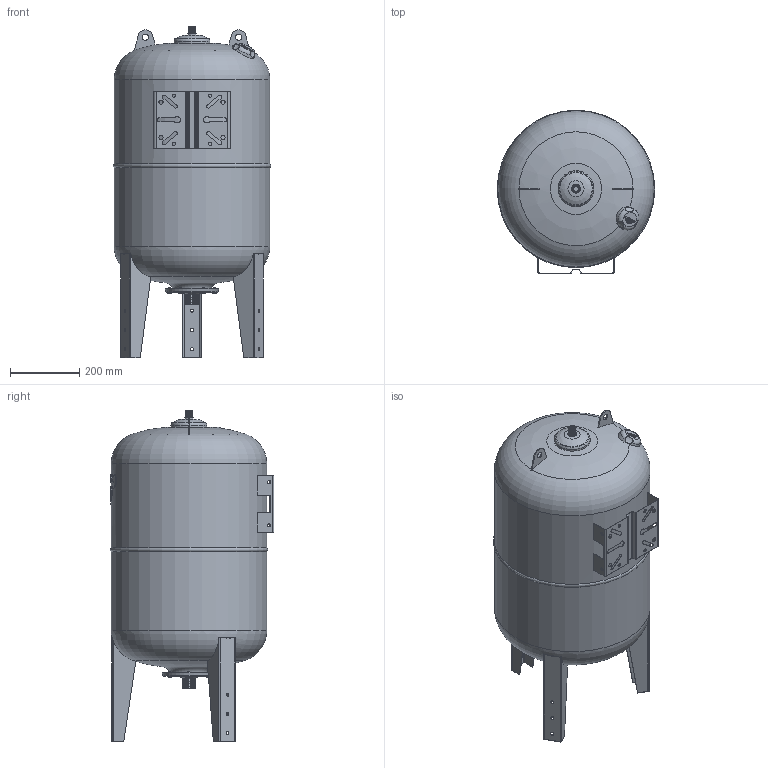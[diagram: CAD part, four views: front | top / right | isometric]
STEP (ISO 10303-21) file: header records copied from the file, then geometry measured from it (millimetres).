
FILE_DESCRIPTION(/* description */ (''),/* implementation_level */ '2;1');
FILE_NAME(/* name */ '07_ULTRA-PRO 100L V 10bar_11000100041.stp',/* time_stamp */ '2019-09-03T14:41:11+03:00',/* author */ ('shkarinov'),/* organization */ (''),/* preprocessor_version */ 'ST-DEVELOPER v16.5',/* originating_system */ 'Autodesk Inventor 2017',/* authorisation */ '');
FILE_SCHEMA (('AUTOMOTIVE_DESIGN { 1 0 10303 214 3 1 1 }'));
Length unit declared in the file: inch
Products named in the file (1): 07_ULTRA-PRO 100L V 10bar_11000100041
Bounding box: 454.97 x 472.55 x 957.02 mm (x, y, z)
Volume: 103008724.1 mm3; surface area: 2053248.7 mm2
Topology: 2 solids, 4 shells, 609 faces, 1635 edges, 1066 vertices
Faces by surface type: plane 316, cylinder 197, torus 69, cone 19, bspline 5, sphere 3
Full cylindrical faces by diameter (mm): 6 x6, 9 x17, 12 x4, 15 x1, 18 x2, 25.02 x1, 30.25 x1, 103.79 x1, 107.757 x1, 145.241 x1, 450 x2
Entity records: 21455 total; most frequent: CARTESIAN_POINT 5947, DIRECTION 3049, ORIENTED_EDGE 2986, EDGE_CURVE 1490, AXIS2_PLACEMENT_3D 1130, VERTEX_POINT 1046, EDGE_LOOP 844, LINE 789
